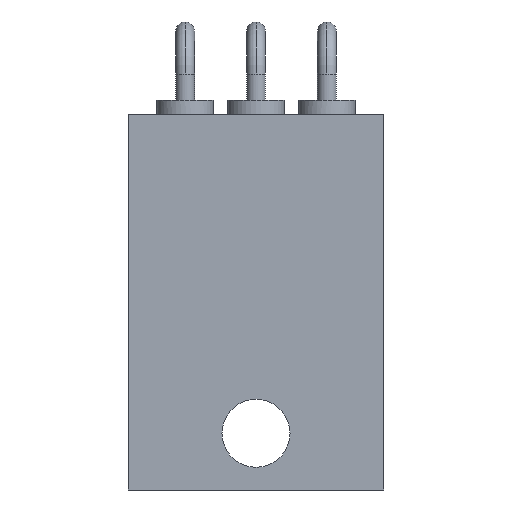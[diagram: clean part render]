
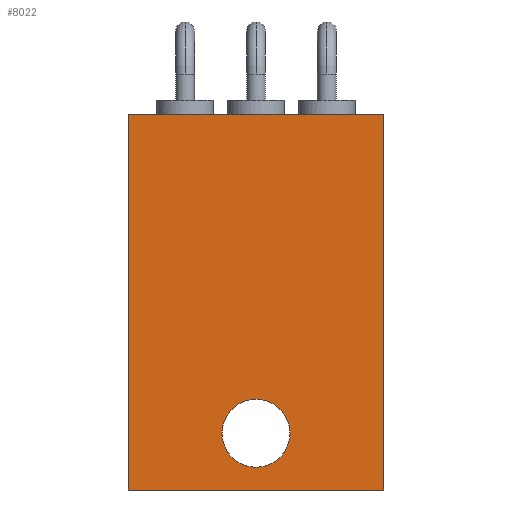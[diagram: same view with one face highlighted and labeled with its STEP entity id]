
A CAD part, front view. The second image highlights one B-rep face of the part: STEP entity #8022.
In plain terms, the highlighted planar face has unit normal (0, -1, 0).
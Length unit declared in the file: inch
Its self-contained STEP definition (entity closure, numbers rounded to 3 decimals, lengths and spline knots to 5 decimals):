
#400 = ORIENTED_EDGE ( 'NONE', *, *, #8435, .F. ) ;
#500 = CARTESIAN_POINT ( 'NONE',  ( 0., 0., -0.3495 ) ) ;
#804 = ORIENTED_EDGE ( 'NONE', *, *, #3665, .F. ) ;
#862 = DIRECTION ( 'NONE',  ( 1., 0., 0. ) ) ;
#1197 = LINE ( 'NONE', #11570, #5850 ) ;
#1930 = ORIENTED_EDGE ( 'NONE', *, *, #6571, .F. ) ;
#2006 = DIRECTION ( 'NONE',  ( 0., 1., 0. ) ) ;
#2103 = CARTESIAN_POINT ( 'NONE',  ( -0.27, 0., -0.3975 ) ) ;
#2585 = LINE ( 'NONE', #10637, #10239 ) ;
#2608 = CARTESIAN_POINT ( 'NONE',  ( 0., 0., -0.2055 ) ) ;
#2812 = DIRECTION ( 'NONE',  ( 0., 1., 0. ) ) ;
#2857 = CARTESIAN_POINT ( 'NONE',  ( 0., 0., -0.2775 ) ) ;
#3045 = EDGE_LOOP ( 'NONE', ( #400, #1930, #804, #8225 ) ) ;
#3461 = CARTESIAN_POINT ( 'NONE',  ( 0.27, 0., 0.3975 ) ) ;
#3621 = AXIS2_PLACEMENT_3D ( 'NONE', #10297, #2006, #4793 ) ;
#3665 = EDGE_CURVE ( 'NONE', #9088, #7767, #2585, .T. ) ;
#3714 = CIRCLE ( 'NONE', #3621, 0.072 ) ;
#3763 = DIRECTION ( 'NONE',  ( 0., 0., 1. ) ) ;
#3883 = VERTEX_POINT ( 'NONE', #2608 ) ;
#4793 = DIRECTION ( 'NONE',  ( 0., 0., 1. ) ) ;
#5454 = CARTESIAN_POINT ( 'NONE',  ( 0.27, 0., -0.3975 ) ) ;
#5660 = DIRECTION ( 'NONE',  ( 0., 1., 0. ) ) ;
#5850 = VECTOR ( 'NONE', #7018, 39.37008 ) ;
#5980 = AXIS2_PLACEMENT_3D ( 'NONE', #9155, #5660, #862 ) ;
#6281 = EDGE_CURVE ( 'NONE', #7904, #3883, #11328, .T. ) ;
#6571 = EDGE_CURVE ( 'NONE', #7767, #11539, #1197, .T. ) ;
#6707 = LINE ( 'NONE', #2103, #11924 ) ;
#7018 = DIRECTION ( 'NONE',  ( 1., 0., 0. ) ) ;
#7176 = LINE ( 'NONE', #9186, #11069 ) ;
#7437 = CARTESIAN_POINT ( 'NONE',  ( -0.27, 0., -0.3975 ) ) ;
#7475 = FACE_BOUND ( 'NONE', #10018, .T. ) ;
#7767 = VERTEX_POINT ( 'NONE', #9367 ) ;
#7806 = DIRECTION ( 'NONE',  ( -1., 0., 0. ) ) ;
#7904 = VERTEX_POINT ( 'NONE', #500 ) ;
#8022 = ADVANCED_FACE ( 'NONE', ( #11808, #7475 ), #8402, .F. ) ;
#8225 = ORIENTED_EDGE ( 'NONE', *, *, #10245, .F. ) ;
#8402 = PLANE ( 'NONE',  #5980 ) ;
#8435 = EDGE_CURVE ( 'NONE', #11539, #11050, #7176, .T. ) ;
#9088 = VERTEX_POINT ( 'NONE', #7437 ) ;
#9155 = CARTESIAN_POINT ( 'NONE',  ( 0., 0., 0. ) ) ;
#9186 = CARTESIAN_POINT ( 'NONE',  ( 0.27, 0., -0.3975 ) ) ;
#9252 = AXIS2_PLACEMENT_3D ( 'NONE', #2857, #2812, #3763 ) ;
#9367 = CARTESIAN_POINT ( 'NONE',  ( -0.27, 0., 0.3975 ) ) ;
#9611 = ORIENTED_EDGE ( 'NONE', *, *, #6281, .T. ) ;
#9710 = DIRECTION ( 'NONE',  ( 0., 0., 1. ) ) ;
#9726 = EDGE_CURVE ( 'NONE', #3883, #7904, #3714, .T. ) ;
#10018 = EDGE_LOOP ( 'NONE', ( #9611, #11143 ) ) ;
#10239 = VECTOR ( 'NONE', #9710, 39.37008 ) ;
#10245 = EDGE_CURVE ( 'NONE', #11050, #9088, #6707, .T. ) ;
#10297 = CARTESIAN_POINT ( 'NONE',  ( 0., 0., -0.2775 ) ) ;
#10637 = CARTESIAN_POINT ( 'NONE',  ( -0.27, 0., -0.3975 ) ) ;
#11050 = VERTEX_POINT ( 'NONE', #5454 ) ;
#11069 = VECTOR ( 'NONE', #11821, 39.37008 ) ;
#11143 = ORIENTED_EDGE ( 'NONE', *, *, #9726, .T. ) ;
#11328 = CIRCLE ( 'NONE', #9252, 0.072 ) ;
#11539 = VERTEX_POINT ( 'NONE', #3461 ) ;
#11570 = CARTESIAN_POINT ( 'NONE',  ( -0.27, 0., 0.3975 ) ) ;
#11808 = FACE_OUTER_BOUND ( 'NONE', #3045, .T. ) ;
#11821 = DIRECTION ( 'NONE',  ( 0., 0., -1. ) ) ;
#11924 = VECTOR ( 'NONE', #7806, 39.37008 ) ;
